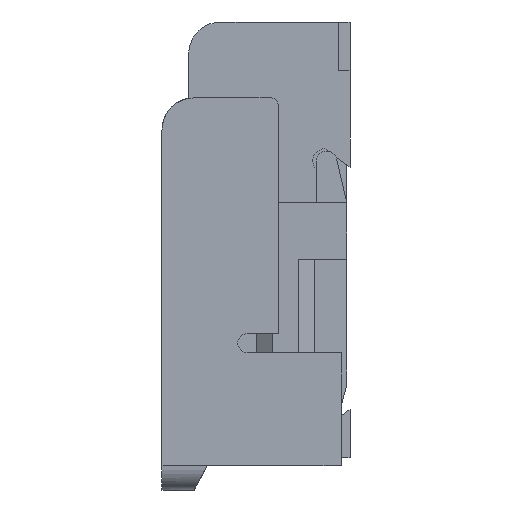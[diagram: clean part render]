
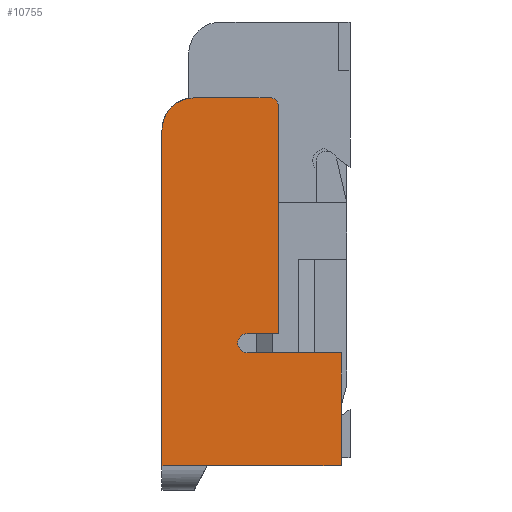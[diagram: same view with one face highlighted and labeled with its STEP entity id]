
A CAD part, left-side view. The second image highlights one B-rep face of the part: STEP entity #10755.
In plain terms, the highlighted planar face has unit normal (-1, 0, 0).
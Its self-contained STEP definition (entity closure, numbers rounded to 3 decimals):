
#747=DIRECTION('',(0.,0.,-1.));
#748=VECTOR('',#747,2.08);
#749=CARTESIAN_POINT('',(-4.95,0.655,-0.67));
#750=LINE('',#749,#748);
#839=CARTESIAN_POINT('',(-4.95,0.375,-2.75));
#879=DIRECTION('',(0.,-1.,0.));
#880=VECTOR('',#879,0.28);
#881=CARTESIAN_POINT('',(-4.95,0.655,-2.75));
#882=LINE('',#881,#880);
#883=CARTESIAN_POINT('',(-4.95,0.455,-0.67));
#884=DIRECTION('',(-1.,0.,0.));
#885=DIRECTION('',(0.,0.,1.));
#886=AXIS2_PLACEMENT_3D('',#883,#884,#885);
#888=CARTESIAN_POINT('',(-4.95,-0.015,-0.52));
#889=DIRECTION('',(1.,0.,0.));
#890=DIRECTION('',(0.,0.,1.));
#891=AXIS2_PLACEMENT_3D('',#888,#889,#890);
#893=DIRECTION('',(0.,0.,-1.));
#894=VECTOR('',#893,1.41);
#895=CARTESIAN_POINT('',(-4.95,-0.065,-0.52));
#896=LINE('',#895,#894);
#897=DIRECTION('',(0.,1.,0.));
#898=VECTOR('',#897,0.19);
#899=CARTESIAN_POINT('',(-4.95,-0.065,-1.93));
#900=LINE('',#899,#898);
#901=CARTESIAN_POINT('',(-4.95,0.125,-1.99));
#902=DIRECTION('',(-1.,0.,0.));
#903=DIRECTION('',(0.,0.,1.));
#904=AXIS2_PLACEMENT_3D('',#901,#902,#903);
#906=DIRECTION('',(0.,0.,1.));
#907=VECTOR('',#906,0.7);
#908=CARTESIAN_POINT('',(-4.95,-0.455,-2.75));
#909=LINE('',#908,#907);
#910=DIRECTION('',(0.,1.,0.));
#911=VECTOR('',#910,0.83);
#912=CARTESIAN_POINT('',(-4.95,-0.455,-2.75));
#913=LINE('',#912,#911);
#1507=DIRECTION('',(0.,1.,0.));
#1508=VECTOR('',#1507,0.47);
#1509=CARTESIAN_POINT('',(-4.95,-0.015,-0.47));
#1510=LINE('',#1509,#1508);
#3520=DIRECTION('',(0.,1.,0.));
#3521=VECTOR('',#3520,0.58);
#3522=CARTESIAN_POINT('',(-4.95,-0.455,-2.05));
#3523=LINE('',#3522,#3521);
#7754=VERTEX_POINT('',#839);
#7758=CARTESIAN_POINT('',(-4.95,0.655,-2.75));
#7759=VERTEX_POINT('',#7758);
#8055=CARTESIAN_POINT('',(-4.95,-0.065,-0.52));
#8056=CARTESIAN_POINT('',(-4.95,-0.065,-1.93));
#8057=VERTEX_POINT('',#8055);
#8058=VERTEX_POINT('',#8056);
#8059=CARTESIAN_POINT('',(-4.95,0.125,-1.93));
#8060=VERTEX_POINT('',#8059);
#8114=CARTESIAN_POINT('',(-4.95,0.655,-0.67));
#8116=VERTEX_POINT('',#8114);
#8118=CARTESIAN_POINT('',(-4.95,0.455,-0.47));
#8120=VERTEX_POINT('',#8118);
#8137=CARTESIAN_POINT('',(-4.95,0.125,-2.05));
#8138=VERTEX_POINT('',#8137);
#8166=CARTESIAN_POINT('',(-4.95,-0.455,-2.75));
#8168=VERTEX_POINT('',#8166);
#8173=CARTESIAN_POINT('',(-4.95,-0.455,-2.05));
#8174=VERTEX_POINT('',#8173);
#8189=CARTESIAN_POINT('',(-4.95,-0.015,-0.47));
#8190=VERTEX_POINT('',#8189);
#10730=CARTESIAN_POINT('',(-4.95,0.,0.));
#10731=DIRECTION('',(1.,0.,0.));
#10732=DIRECTION('',(0.,-1.,0.));
#10733=AXIS2_PLACEMENT_3D('',#10730,#10731,#10732);
#10734=PLANE('',#10733);
#10735=ORIENTED_EDGE('',*,*,#10690,.F.);
#10736=ORIENTED_EDGE('',*,*,#10562,.F.);
#10738=ORIENTED_EDGE('',*,*,#10737,.F.);
#10740=ORIENTED_EDGE('',*,*,#10739,.F.);
#10742=ORIENTED_EDGE('',*,*,#10741,.T.);
#10743=ORIENTED_EDGE('',*,*,#10435,.T.);
#10745=ORIENTED_EDGE('',*,*,#10744,.T.);
#10747=ORIENTED_EDGE('',*,*,#10746,.T.);
#10749=ORIENTED_EDGE('',*,*,#10748,.F.);
#10751=ORIENTED_EDGE('',*,*,#10750,.F.);
#10752=ORIENTED_EDGE('',*,*,#10714,.T.);
#10753=EDGE_LOOP('',(#10735,#10736,#10738,#10740,#10742,#10743,#10745,#10747,
#10749,#10751,#10752));
#10754=FACE_OUTER_BOUND('',#10753,.F.);
#887=CIRCLE('',#886,0.2);
#892=CIRCLE('',#891,0.05);
#905=CIRCLE('',#904,0.06);
#10435=EDGE_CURVE('',#8057,#8058,#896,.T.);
#10562=EDGE_CURVE('',#8116,#7759,#750,.T.);
#10690=EDGE_CURVE('',#7759,#7754,#882,.T.);
#10714=EDGE_CURVE('',#8168,#7754,#913,.T.);
#10737=EDGE_CURVE('',#8120,#8116,#887,.T.);
#10739=EDGE_CURVE('',#8190,#8120,#1510,.T.);
#10741=EDGE_CURVE('',#8190,#8057,#892,.T.);
#10744=EDGE_CURVE('',#8058,#8060,#900,.T.);
#10746=EDGE_CURVE('',#8060,#8138,#905,.T.);
#10748=EDGE_CURVE('',#8174,#8138,#3523,.T.);
#10750=EDGE_CURVE('',#8168,#8174,#909,.T.);
#10755=ADVANCED_FACE('',(#10754),#10734,.F.);
